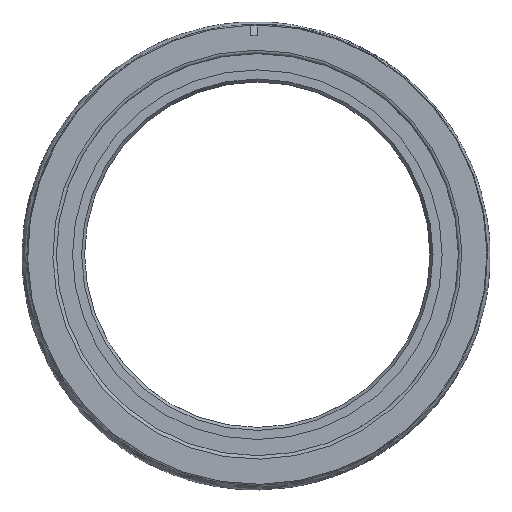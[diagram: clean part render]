
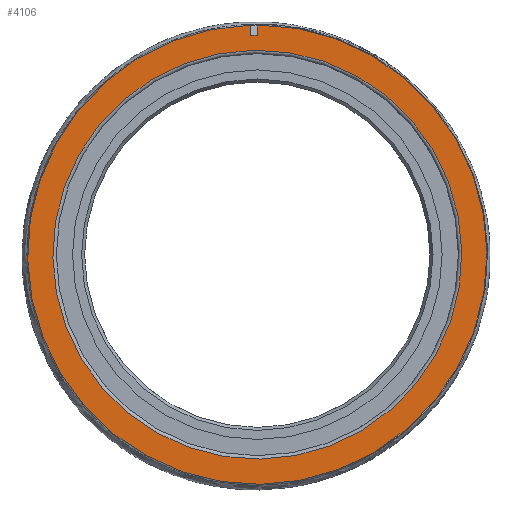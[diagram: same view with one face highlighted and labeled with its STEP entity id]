
A CAD part, left-side view. The second image highlights one B-rep face of the part: STEP entity #4106.
In plain terms, the highlighted planar face has unit normal (-1, 0, 0).
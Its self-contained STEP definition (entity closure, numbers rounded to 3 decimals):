
#169=LINE('',#6546,#373);
#176=LINE('',#6590,#380);
#177=LINE('',#6594,#381);
#373=VECTOR('',#5216,1000.);
#380=VECTOR('',#5271,1000.);
#381=VECTOR('',#5274,1000.);
#631=PLANE('',#4540);
#845=ORIENTED_EDGE('',*,*,#1915,.T.);
#846=ORIENTED_EDGE('',*,*,#1933,.T.);
#847=ORIENTED_EDGE('',*,*,#1934,.T.);
#848=ORIENTED_EDGE('',*,*,#1935,.T.);
#849=ORIENTED_EDGE('',*,*,#1932,.F.);
#1915=EDGE_CURVE('',#2489,#2488,#169,.T.);
#1932=EDGE_CURVE('',#2501,#2501,#2862,.T.);
#1933=EDGE_CURVE('',#2488,#2502,#176,.T.);
#1934=EDGE_CURVE('',#2502,#2503,#2863,.T.);
#1935=EDGE_CURVE('',#2503,#2489,#177,.T.);
#2488=VERTEX_POINT('',#6545);
#2489=VERTEX_POINT('',#6547);
#2501=VERTEX_POINT('',#6588);
#2502=VERTEX_POINT('',#6591);
#2503=VERTEX_POINT('',#6593);
#2862=CIRCLE('',#4539,59.2);
#2863=CIRCLE('',#4541,66.5);
#3221=EDGE_LOOP('',(#845,#846,#847,#848));
#3222=EDGE_LOOP('',(#849));
#3621=FACE_BOUND('',#3221,.T.);
#3622=FACE_BOUND('',#3222,.T.);
#4106=ADVANCED_FACE('',(#3621,#3622),#631,.F.);
#4539=AXIS2_PLACEMENT_3D('',#6587,#5267,#5268);
#4540=AXIS2_PLACEMENT_3D('',#6589,#5269,#5270);
#4541=AXIS2_PLACEMENT_3D('',#6592,#5272,#5273);
#5216=DIRECTION('',(0.,1.,-0.015));
#5267=DIRECTION('',(-1.,0.,0.));
#5268=DIRECTION('',(0.,0.015,1.));
#5269=DIRECTION('',(1.,0.,0.));
#5270=DIRECTION('',(0.,-0.015,-1.));
#5271=DIRECTION('',(0.,0.015,1.));
#5272=DIRECTION('',(-1.,0.,0.));
#5273=DIRECTION('',(0.,0.015,1.));
#5274=DIRECTION('',(0.,-0.015,-1.));
#6545=CARTESIAN_POINT('',(-32.,1.971,63.477));
#6546=CARTESIAN_POINT('',(-32.,0.971,63.493));
#6547=CARTESIAN_POINT('',(-32.,-0.028,63.508));
#6587=CARTESIAN_POINT('',(-32.,0.,0.));
#6588=CARTESIAN_POINT('',(-32.,0.906,59.193));
#6589=CARTESIAN_POINT('',(-32.,1.017,66.492));
#6590=CARTESIAN_POINT('',(-32.,2.017,66.477));
#6591=CARTESIAN_POINT('',(-32.,2.017,66.469));
#6592=CARTESIAN_POINT('',(-32.,0.,0.));
#6593=CARTESIAN_POINT('',(-32.,0.017,66.5));
#6594=CARTESIAN_POINT('',(-32.,0.017,66.508));
